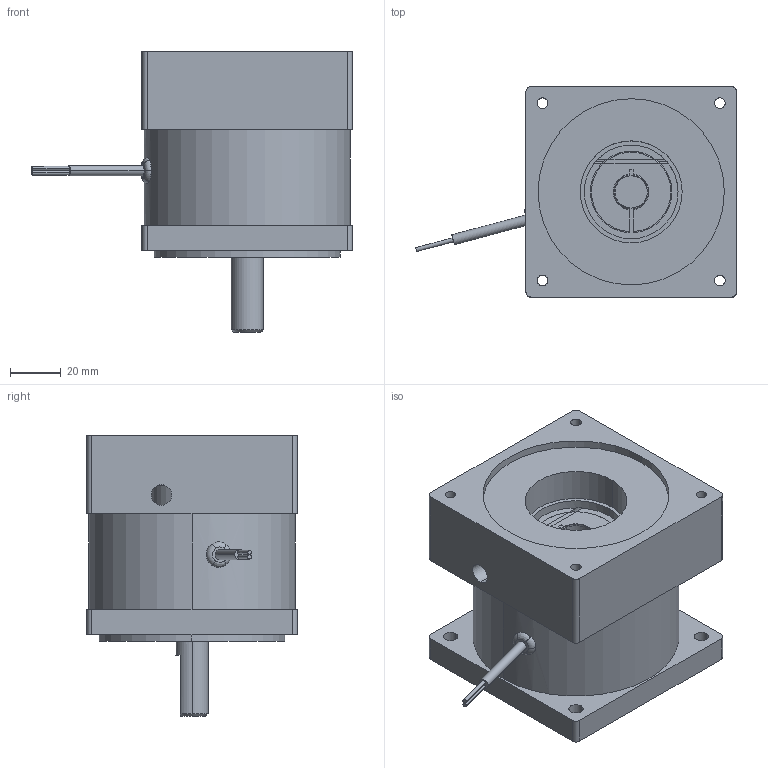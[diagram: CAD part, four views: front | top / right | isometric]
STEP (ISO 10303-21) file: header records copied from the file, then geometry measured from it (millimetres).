
FILE_DESCRIPTION (( 'STEP AP214' ), '1' );
FILE_NAME ('BPC034-24-003.STEP', '2023-06-27T22:55:11', ( '' ), ( '' ), 'SwSTEP 2.0', 'SolidWorks 2019', '' );
FILE_SCHEMA (( 'AUTOMOTIVE_DESIGN' ));
Length unit declared in the file: millimetre
Products named in the file (1): BPC034-24-003
Bounding box: 125.93 x 82.6 x 110.2 mm (x, y, z)
Volume: 451166.6 mm3; surface area: 53103 mm2
Topology: 2 solids, 2 shells, 125 faces, 312 edges, 198 vertices
Faces by surface type: cylinder 69, plane 34, cone 17, torus 3, bspline 2
Entity records: 3982 total; most frequent: CARTESIAN_POINT 851, DIRECTION 689, ORIENTED_EDGE 608, EDGE_CURVE 304, AXIS2_PLACEMENT_3D 280, VERTEX_POINT 198, EDGE_LOOP 160, CIRCLE 156
